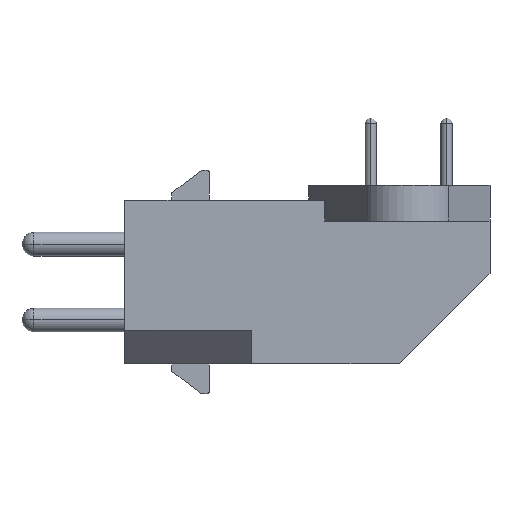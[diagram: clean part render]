
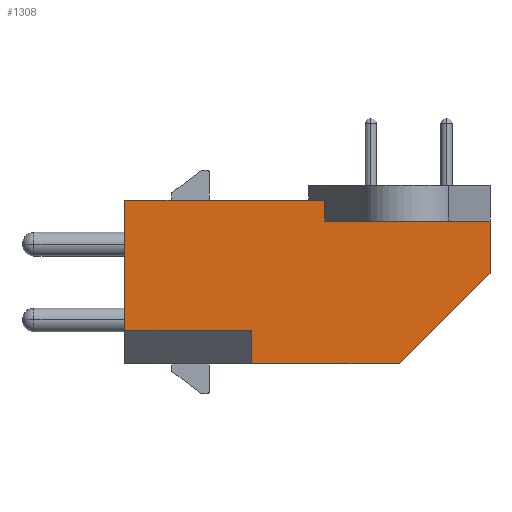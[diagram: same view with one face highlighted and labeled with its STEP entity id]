
A CAD part, left-side view. The second image highlights one B-rep face of the part: STEP entity #1308.
In plain terms, the highlighted planar face has unit normal (-1, 0, 0).
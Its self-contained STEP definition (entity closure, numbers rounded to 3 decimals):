
#38=DIRECTION('',(0.,-1.,0.));
#39=VECTOR('',#38,11.098);
#40=CARTESIAN_POINT('',(-8.075,0.898,4.095));
#41=LINE('',#40,#39);
#42=DIRECTION('',(0.,0.,1.));
#43=VECTOR('',#42,3.5);
#44=CARTESIAN_POINT('',(-8.075,-10.2,0.595));
#45=LINE('',#44,#43);
#46=DIRECTION('',(0.,-0.707,0.707));
#47=VECTOR('',#46,8.613);
#48=CARTESIAN_POINT('',(-8.075,-4.11,-5.495));
#49=LINE('',#48,#47);
#50=DIRECTION('',(0.,1.,0.));
#51=VECTOR('',#50,8.5);
#52=CARTESIAN_POINT('',(-8.075,5.8,-3.245));
#53=LINE('',#52,#51);
#54=DIRECTION('',(0.,0.,-1.));
#55=VECTOR('',#54,1.4);
#56=CARTESIAN_POINT('',(-8.075,0.898,5.495));
#57=LINE('',#56,#55);
#458=DIRECTION('',(0.,1.,0.));
#459=VECTOR('',#458,13.402);
#460=CARTESIAN_POINT('',(-8.075,0.898,5.495));
#461=LINE('',#460,#459);
#524=DIRECTION('',(0.,-1.,0.));
#525=VECTOR('',#524,9.91);
#526=CARTESIAN_POINT('',(-8.075,5.8,-5.495));
#527=LINE('',#526,#525);
#646=DIRECTION('',(0.,0.,1.));
#647=VECTOR('',#646,8.74);
#648=CARTESIAN_POINT('',(-8.075,14.3,-3.245));
#649=LINE('',#648,#647);
#738=DIRECTION('',(0.,0.,-1.));
#739=VECTOR('',#738,2.25);
#740=CARTESIAN_POINT('',(-8.075,5.8,-3.245));
#741=LINE('',#740,#739);
#942=CARTESIAN_POINT('',(-8.075,14.3,-3.245));
#943=CARTESIAN_POINT('',(-8.075,14.3,5.495));
#944=VERTEX_POINT('',#942);
#945=VERTEX_POINT('',#943);
#954=CARTESIAN_POINT('',(-8.075,5.8,-3.245));
#955=VERTEX_POINT('',#954);
#1010=CARTESIAN_POINT('',(-8.075,5.8,-5.495));
#1011=VERTEX_POINT('',#1010);
#1138=CARTESIAN_POINT('',(-8.075,0.898,5.495));
#1139=CARTESIAN_POINT('',(-8.075,0.898,4.095));
#1140=VERTEX_POINT('',#1138);
#1141=VERTEX_POINT('',#1139);
#1148=CARTESIAN_POINT('',(-8.075,-4.11,-5.495));
#1149=CARTESIAN_POINT('',(-8.075,-10.2,0.595));
#1150=VERTEX_POINT('',#1148);
#1151=VERTEX_POINT('',#1149);
#1156=CARTESIAN_POINT('',(-8.075,-10.2,4.095));
#1157=VERTEX_POINT('',#1156);
#1284=CARTESIAN_POINT('',(-8.075,0.,-3.245));
#1285=DIRECTION('',(-1.,0.,0.));
#1286=DIRECTION('',(0.,0.,1.));
#1287=AXIS2_PLACEMENT_3D('',#1284,#1285,#1286);
#1288=PLANE('',#1287);
#1290=ORIENTED_EDGE('',*,*,#1289,.T.);
#1291=ORIENTED_EDGE('',*,*,#1258,.F.);
#1293=ORIENTED_EDGE('',*,*,#1292,.F.);
#1295=ORIENTED_EDGE('',*,*,#1294,.F.);
#1297=ORIENTED_EDGE('',*,*,#1296,.F.);
#1299=ORIENTED_EDGE('',*,*,#1298,.T.);
#1301=ORIENTED_EDGE('',*,*,#1300,.T.);
#1303=ORIENTED_EDGE('',*,*,#1302,.F.);
#1305=ORIENTED_EDGE('',*,*,#1304,.T.);
#1306=EDGE_LOOP('',(#1290,#1291,#1293,#1295,#1297,#1299,#1301,#1303,#1305));
#1307=FACE_OUTER_BOUND('',#1306,.F.);
#1308=ADVANCED_FACE('',(#1307),#1288,.T.);
#1258=EDGE_CURVE('',#1151,#1157,#45,.T.);
#1289=EDGE_CURVE('',#1141,#1157,#41,.T.);
#1292=EDGE_CURVE('',#1150,#1151,#49,.T.);
#1294=EDGE_CURVE('',#1011,#1150,#527,.T.);
#1296=EDGE_CURVE('',#955,#1011,#741,.T.);
#1298=EDGE_CURVE('',#955,#944,#53,.T.);
#1300=EDGE_CURVE('',#944,#945,#649,.T.);
#1302=EDGE_CURVE('',#1140,#945,#461,.T.);
#1304=EDGE_CURVE('',#1140,#1141,#57,.T.);
